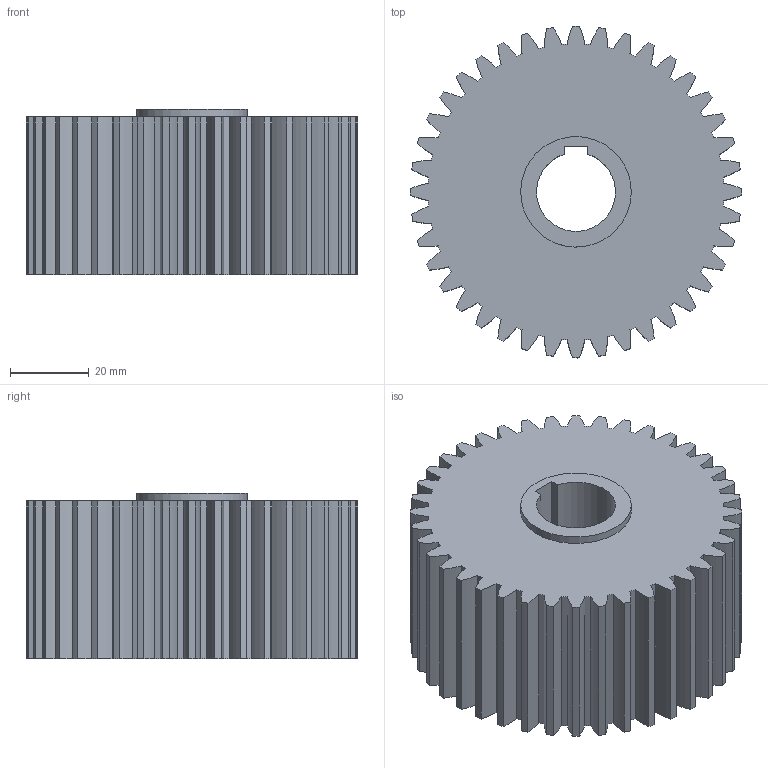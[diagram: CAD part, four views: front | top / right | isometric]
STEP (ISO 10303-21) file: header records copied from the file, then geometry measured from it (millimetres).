
FILE_DESCRIPTION( ('This file contains a STEP AP42 implementation' ,'as created by ZW3D STEP Interface translator.' ,'') ,'2;1' );
FILE_NAME( '喘謫80.iam.stp' ,'251027.114722', (''), ('ZWCAD Software Co.'), 'Version 1.0', 'ZW3D to STEP translator', '' );
FILE_SCHEMA(('AUTOMOTIVE_DESIGN { 1 0 10303 214 1 1 1 1 }'));
Length unit declared in the file: millimetre
Products named in the file (4): 0; 喘謫80.iam; 喘謫80; 喘謫80_1 FEATURE
Assembly tree (2 placements, depth 3):
  0
  喘謫80.iam
    喘謫80
      喘謫80_1 FEATURE
Bounding box: 84 x 84 x 42 mm (x, y, z)
Volume: 187421 mm3; surface area: 32589.2 mm2
Topology: 1 solids, 1 shells, 168 faces, 497 edges, 332 vertices
Faces by surface type: cylinder 162, plane 6
Full cylindrical faces by diameter (mm): 28 x1
Entity records: 6083 total; most frequent: DIRECTION 1173, CARTESIAN_POINT 1004, ORIENTED_EDGE 994, AXIS2_PLACEMENT_3D 501, EDGE_CURVE 497, VERTEX_POINT 332, CIRCLE 326, VECTOR 171
